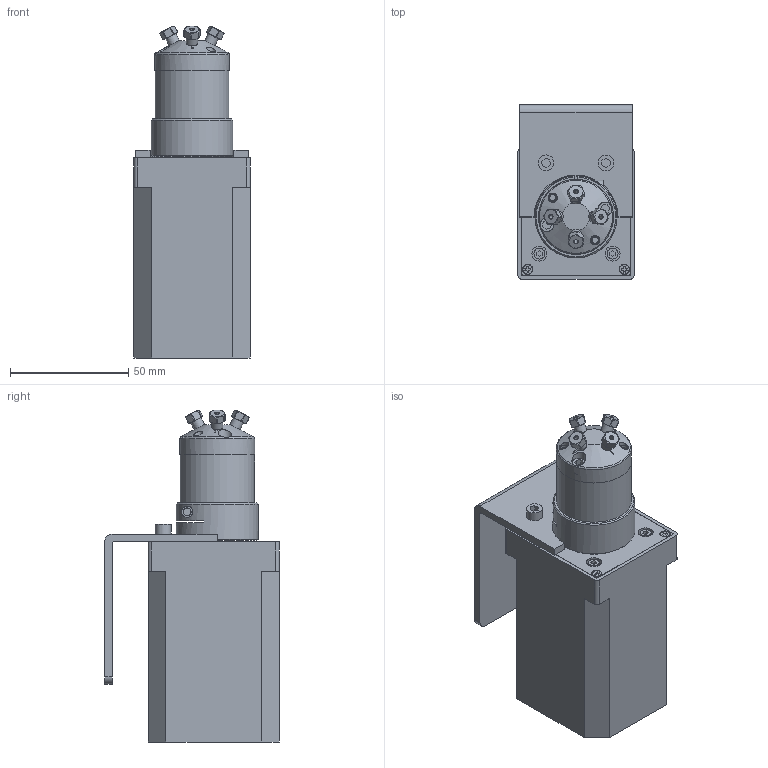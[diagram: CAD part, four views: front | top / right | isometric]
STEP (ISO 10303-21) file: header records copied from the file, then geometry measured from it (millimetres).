
FILE_DESCRIPTION((''),'2;1');
FILE_NAME('312330-C2-2004EH 4 port 2-pos valve electric actuated.stp','2013-08-14T14:24:31',('Franzp'),(''),'Autodesk Inventor 2013','Autodesk Inventor 2013','');
FILE_SCHEMA(('AUTOMOTIVE_DESIGN { 1 0 10303 214 1 1 1 1 }'));
Length unit declared in the file: millimetre
Products named in the file (1): 312330_Shrinkwrap_1
Bounding box: 49.17 x 73.91 x 140.62 mm (x, y, z)
Surface area: 56300.5 mm2 (no closed solid volume)
Topology: 0 solids, 27 shells, 220 faces, 765 edges, 562 vertices
Faces by surface type: plane 136, cylinder 66, cone 17, torus 1
Full cylindrical faces by diameter (mm): 1.727 x4, 2.95 x2, 3.175 x1, 3.22 x2, 4.166 x1, 4.32 x2, 4.6 x2, 4.826 x4, 5.78 x1, 5.89 x2, 5.94 x1, 6.35 x2, 6.7 x2, 16.256 x1, 19.05 x1, 19.075 x1, 31.75 x2, 34.671 x1
Entity records: 8749 total; most frequent: CARTESIAN_POINT 2208, DIRECTION 1240, ORIENTED_EDGE 1114, EDGE_CURVE 690, VERTEX_POINT 536, AXIS2_PLACEMENT_3D 442, VECTOR 356, LINE 356
